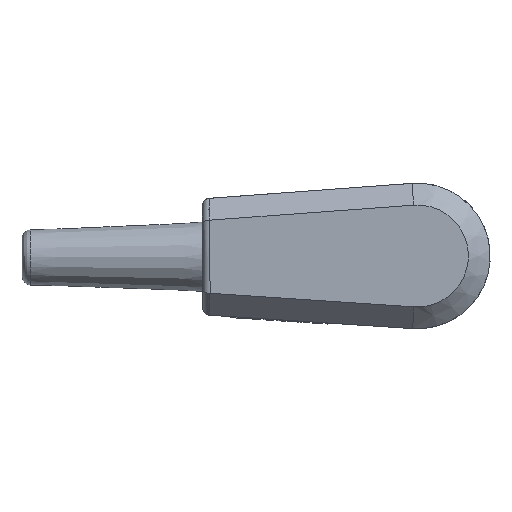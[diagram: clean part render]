
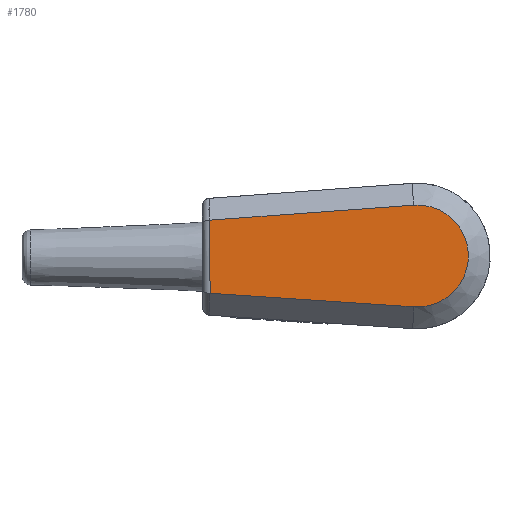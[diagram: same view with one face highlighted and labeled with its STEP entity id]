
A CAD part, left-side view. The second image highlights one B-rep face of the part: STEP entity #1780.
In plain terms, the highlighted planar face has unit normal (-1, 0, 0).
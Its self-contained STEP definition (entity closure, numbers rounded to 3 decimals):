
#601=LINE('',#7977,#1045);
#602=LINE('',#7980,#1046);
#603=LINE('',#7984,#1047);
#1045=VECTOR('',#6342,1.);
#1046=VECTOR('',#6343,1.);
#1047=VECTOR('',#6346,1.);
#1282=FACE_OUTER_BOUND('',#2311,.T.);
#1540=PLANE('',#5321);
#1780=ADVANCED_FACE('4-0-6',(#1282),#1540,.T.);
#2311=EDGE_LOOP('',(#3239,#3240,#3241,#3242));
#3239=ORIENTED_EDGE('',*,*,#4725,.T.);
#3240=ORIENTED_EDGE('',*,*,#4726,.T.);
#3241=ORIENTED_EDGE('',*,*,#4727,.T.);
#3242=ORIENTED_EDGE('',*,*,#4728,.T.);
#4144=VERTEX_POINT('',#7978);
#4145=VERTEX_POINT('',#7979);
#4146=VERTEX_POINT('',#7981);
#4147=VERTEX_POINT('',#7983);
#4725=EDGE_CURVE('',#4144,#4145,#601,.T.);
#4726=EDGE_CURVE('',#4145,#4146,#602,.T.);
#4727=EDGE_CURVE('',#4146,#4147,#5001,.T.);
#4728=EDGE_CURVE('',#4147,#4144,#603,.T.);
#5001=CIRCLE('',#5320,7.);
#5320=AXIS2_PLACEMENT_3D('',#7982,#6344,#6345);
#5321=AXIS2_PLACEMENT_3D('',#7985,#6347,#6348);
#6342=DIRECTION('',(0.,-0.004,-1.));
#6343=DIRECTION('',(0.,-0.998,-0.066));
#6344=DIRECTION('',(-1.,0.,0.));
#6345=DIRECTION('',(0.,0.066,-0.998));
#6346=DIRECTION('',(0.,0.997,-0.073));
#6347=DIRECTION('',(-1.,0.,0.));
#6348=DIRECTION('',(0.,-0.004,-1.));
#7977=CARTESIAN_POINT('',(0.,28.518,4.918));
#7978=CARTESIAN_POINT('',(0.,28.518,4.918));
#7979=CARTESIAN_POINT('',(0.,28.481,-5.13));
#7980=CARTESIAN_POINT('',(0.,28.481,-5.13));
#7981=CARTESIAN_POINT('',(0.,0.462,-6.985));
#7982=CARTESIAN_POINT('',(0.,0.,0.));
#7983=CARTESIAN_POINT('',(0.,0.514,6.981));
#7984=CARTESIAN_POINT('',(0.,0.514,6.981));
#7985=CARTESIAN_POINT('',(0.,31.504,7.736));
